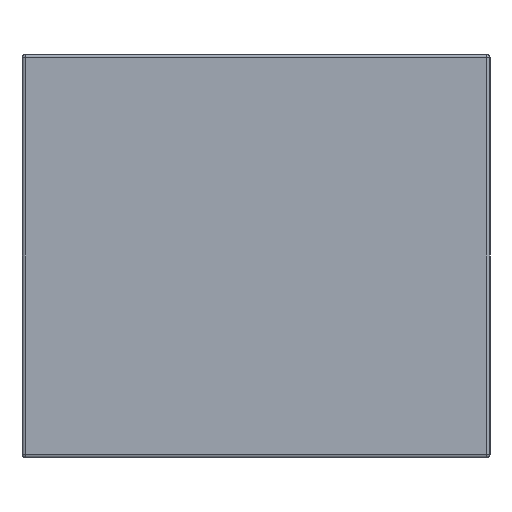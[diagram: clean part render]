
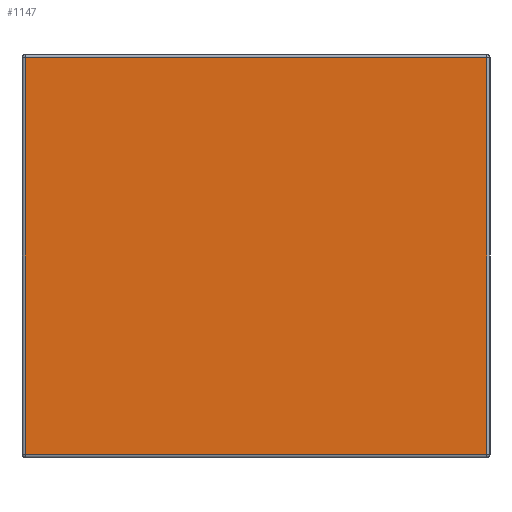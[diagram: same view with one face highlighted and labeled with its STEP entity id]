
A CAD part, left-side view. The second image highlights one B-rep face of the part: STEP entity #1147.
In plain terms, the highlighted planar face has unit normal (-1, 0, 0).
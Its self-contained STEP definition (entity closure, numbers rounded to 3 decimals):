
#39 = ORIENTED_EDGE ( 'NONE', *, *, #1390, .T. ) ;
#95 = PLANE ( 'NONE',  #1188 ) ;
#171 = CARTESIAN_POINT ( 'NONE',  ( -1., 1.44, 0.615 ) ) ;
#186 = EDGE_CURVE ( 'NONE', #386, #866, #630, .T. ) ;
#206 = CARTESIAN_POINT ( 'NONE',  ( -1., 0.01, 0.625 ) ) ;
#261 = VERTEX_POINT ( 'NONE', #645 ) ;
#265 = VECTOR ( 'NONE', #360, 1000. ) ;
#314 = VECTOR ( 'NONE', #989, 1000. ) ;
#360 = DIRECTION ( 'NONE',  ( 0., -1., 0. ) ) ;
#372 = FACE_OUTER_BOUND ( 'NONE', #1037, .T. ) ;
#386 = VERTEX_POINT ( 'NONE', #1105 ) ;
#394 = EDGE_CURVE ( 'NONE', #1378, #386, #1261, .T. ) ;
#493 = ORIENTED_EDGE ( 'NONE', *, *, #186, .T. ) ;
#545 = LINE ( 'NONE', #995, #842 ) ;
#586 = DIRECTION ( 'NONE',  ( 0., 1., 0. ) ) ;
#630 = LINE ( 'NONE', #1178, #1139 ) ;
#645 = CARTESIAN_POINT ( 'NONE',  ( -1., 1.44, -0.615 ) ) ;
#766 = EDGE_CURVE ( 'NONE', #261, #1378, #1041, .T. ) ;
#842 = VECTOR ( 'NONE', #1348, 1000. ) ;
#849 = CARTESIAN_POINT ( 'NONE',  ( -1., 1.45, 0.625 ) ) ;
#866 = VERTEX_POINT ( 'NONE', #171 ) ;
#989 = DIRECTION ( 'NONE',  ( 0., 0., 1. ) ) ;
#995 = CARTESIAN_POINT ( 'NONE',  ( -1., 1.44, 0.625 ) ) ;
#1009 = ORIENTED_EDGE ( 'NONE', *, *, #394, .T. ) ;
#1026 = CARTESIAN_POINT ( 'NONE',  ( -1., 1.45, -0.615 ) ) ;
#1037 = EDGE_LOOP ( 'NONE', ( #493, #39, #1322, #1009 ) ) ;
#1041 = LINE ( 'NONE', #1026, #265 ) ;
#1065 = DIRECTION ( 'NONE',  ( 1., 0., 0. ) ) ;
#1089 = DIRECTION ( 'NONE',  ( 0., 0., -1. ) ) ;
#1105 = CARTESIAN_POINT ( 'NONE',  ( -1., 0.01, 0.615 ) ) ;
#1139 = VECTOR ( 'NONE', #586, 1000. ) ;
#1147 = ADVANCED_FACE ( 'NONE', ( #372 ), #95, .F. ) ;
#1178 = CARTESIAN_POINT ( 'NONE',  ( -1., 1.45, 0.615 ) ) ;
#1188 = AXIS2_PLACEMENT_3D ( 'NONE', #849, #1065, #1089 ) ;
#1261 = LINE ( 'NONE', #206, #314 ) ;
#1322 = ORIENTED_EDGE ( 'NONE', *, *, #766, .T. ) ;
#1348 = DIRECTION ( 'NONE',  ( 0., 0., -1. ) ) ;
#1378 = VERTEX_POINT ( 'NONE', #1410 ) ;
#1390 = EDGE_CURVE ( 'NONE', #866, #261, #545, .T. ) ;
#1410 = CARTESIAN_POINT ( 'NONE',  ( -1., 0.01, -0.615 ) ) ;
